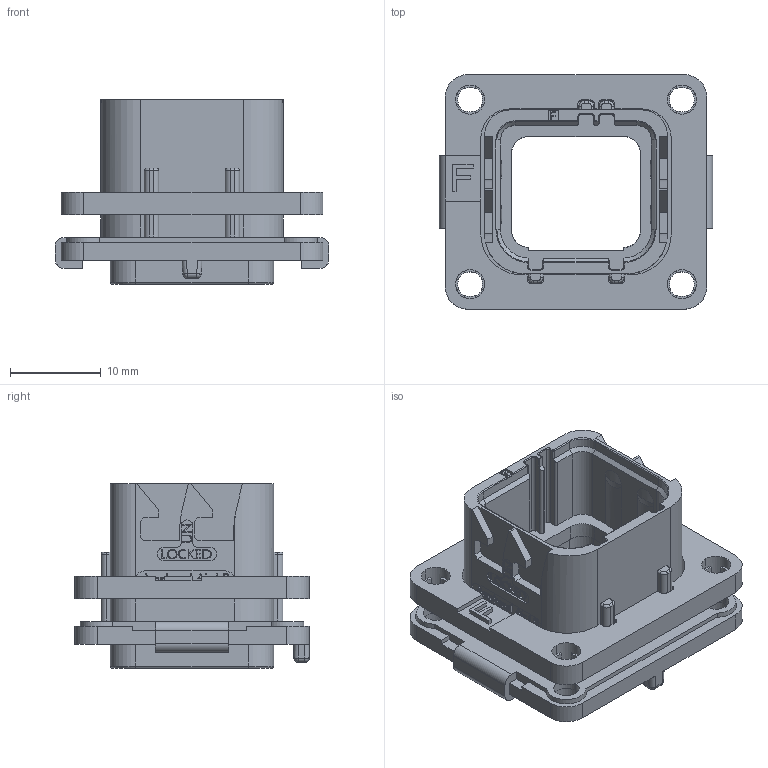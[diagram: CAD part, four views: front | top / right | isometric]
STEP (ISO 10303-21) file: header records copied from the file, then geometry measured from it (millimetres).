
FILE_DESCRIPTION((''),'2;1');
FILE_NAME('SIM2B25F110','2019-10-23T',('presta_be4'),(''),'CREO PARAMETRIC BY PTC INC, 2018360','CREO PARAMETRIC BY PTC INC, 2018360','');
FILE_SCHEMA(('CONFIG_CONTROL_DESIGN'));
Length unit declared in the file: millimetre
Products named in the file (1): SIM2B25F110
Bounding box: 30.1 x 25.8 x 20.33 mm (x, y, z)
Volume: 4237.1 mm3; surface area: 5476.4 mm2
Topology: 2 solids, 2 shells, 1396 faces, 3839 edges, 2514 vertices
Faces by surface type: plane 620, extrusion 514, cylinder 202, torus 28, sphere 20, cone 8, bspline 4
Entity records: 46140 total; most frequent: CARTESIAN_POINT 12346, ORIENTED_EDGE 7662, DIRECTION 5477, EDGE_CURVE 3831, VECTOR 2809, VERTEX_POINT 2514, LINE 2295, B_SPLINE_CURVE_WITH_KNOTS 1594
